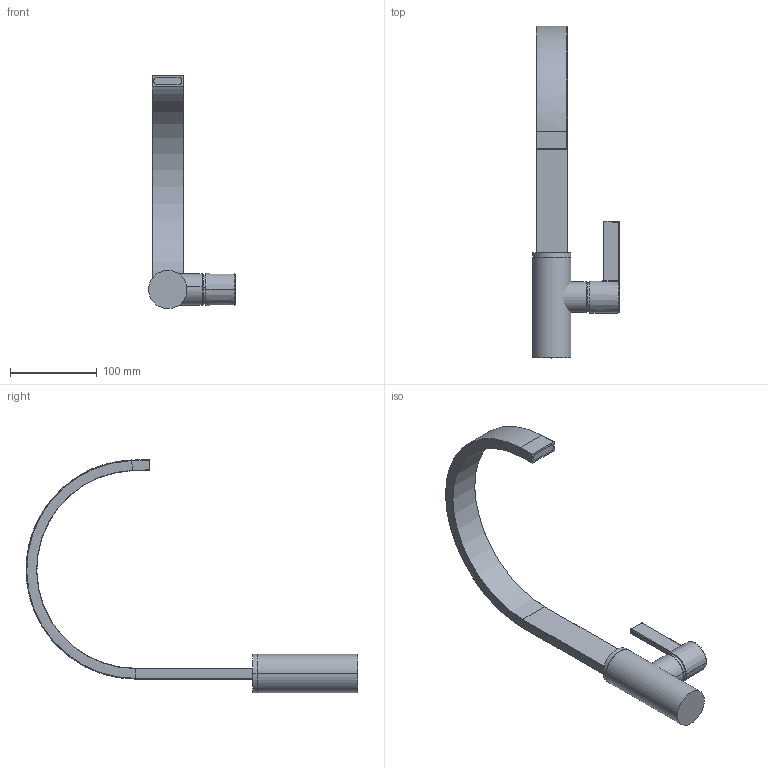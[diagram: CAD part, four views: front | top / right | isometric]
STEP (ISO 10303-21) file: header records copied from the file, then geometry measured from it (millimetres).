
FILE_DESCRIPTION (( 'STEP AP214' ), '1' );
FILE_NAME ('33815682.STEP', '2022-09-05T09:26:04', ( '' ), ( '' ), 'SwSTEP 2.0', 'SolidWorks 2020', '' );
FILE_SCHEMA (( 'AUTOMOTIVE_DESIGN' ));
Length unit declared in the file: millimetre
Products named in the file (6): Planungsmodell_Rohr-+-08.10.10.499-1_K1; Planungsmodell_Rohr-+-08.10.10.499-1_K2; 33815682; Planungsmodell_Hebel-+-09.20.86.004-1_K1; Planungsmodell_Haube-+-09.11.02.260-01_K1; Planungsmodell_Auslauf-+-33.805.682-1_K3
Assembly tree (5 placements, depth 2):
  33815682
    Planungsmodell_Rohr-+-08.10.10.499-1_K1
    Planungsmodell_Rohr-+-08.10.10.499-1_K2
    Planungsmodell_Haube-+-09.11.02.260-01_K1
    Planungsmodell_Auslauf-+-33.805.682-1_K3
    Planungsmodell_Hebel-+-09.20.86.004-1_K1
Bounding box: 100.02 x 382.78 x 269.06 mm (x, y, z)
Volume: 624351.5 mm3; surface area: 182168.4 mm2
Topology: 6 solids, 6 shells, 134 faces, 294 edges, 169 vertices
Faces by surface type: cylinder 58, torus 30, plane 26, bspline 12, sphere 6, cone 2
Entity records: 4387 total; most frequent: CARTESIAN_POINT 1194, DIRECTION 696, ORIENTED_EDGE 580, AXIS2_PLACEMENT_3D 301, EDGE_CURVE 290, CIRCLE 171, VERTEX_POINT 169, EDGE_LOOP 137
